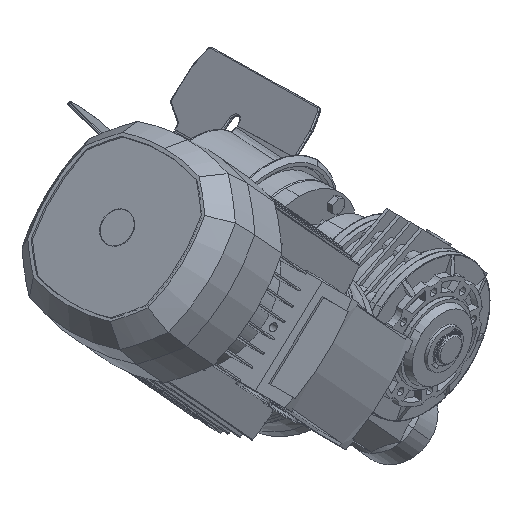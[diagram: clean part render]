
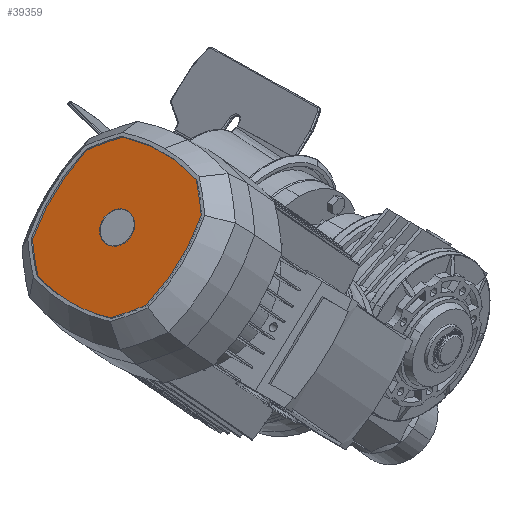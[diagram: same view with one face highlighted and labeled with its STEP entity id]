
A CAD part, isometric view. The second image highlights one B-rep face of the part: STEP entity #39359.
In plain terms, the highlighted planar face has unit normal (-0.673, 0, 0.739).
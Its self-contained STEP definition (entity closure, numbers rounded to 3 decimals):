
#17657 = CARTESIAN_POINT ( 'NONE',  ( -252.769, -65.94, 273.352 ) ) ;
#17658 = DIRECTION ( 'NONE',  ( -0.739, 0., -0.673 ) ) ;
#17659 = DIRECTION ( 'NONE',  ( -0.673, 0., 0.739 ) ) ;
#17660 = CARTESIAN_POINT ( 'NONE',  ( -388.074, -226.668, 150.132 ) ) ;
#17661 = AXIS2_PLACEMENT_3D ( 'NONE', #17660, #17659, #17658 ) ;
#17662 = CIRCLE ( 'NONE', #17661, 243.565 ) ;
#20419 = CARTESIAN_POINT ( 'NONE',  ( -344.946, -65.94, 189.408 ) ) ;
#20421 = DIRECTION ( 'NONE',  ( -0.739, 0., -0.673 ) ) ;
#20422 = DIRECTION ( 'NONE',  ( -0.673, 0., 0.739 ) ) ;
#20423 = CARTESIAN_POINT ( 'NONE',  ( -233.425, -106., 290.969 ) ) ;
#20424 = AXIS2_PLACEMENT_3D ( 'NONE', #20423, #20422, #20421 ) ;
#20425 = CIRCLE ( 'NONE', #20424, 156.065 ) ;
#20444 = DIRECTION ( 'NONE',  ( -0.739, 0., -0.673 ) ) ;
#20446 = DIRECTION ( 'NONE',  ( -0.673, 0., 0.739 ) ) ;
#20447 = CARTESIAN_POINT ( 'NONE',  ( -209.641, -226.668, 312.628 ) ) ;
#20449 = AXIS2_PLACEMENT_3D ( 'NONE', #20447, #20446, #20444 ) ;
#20451 = CIRCLE ( 'NONE', #20449, 243.565 ) ;
#20489 = CARTESIAN_POINT ( 'NONE',  ( -269.239, -43.664, 258.353 ) ) ;
#20519 = CARTESIAN_POINT ( 'NONE',  ( -328.476, -168.336, 204.407 ) ) ;
#20520 = DIRECTION ( 'NONE',  ( -0.739, 0., -0.673 ) ) ;
#20521 = DIRECTION ( 'NONE',  ( -0.673, 0., 0.739 ) ) ;
#20522 = CARTESIAN_POINT ( 'NONE',  ( -298.858, -194.5, 231.38 ) ) ;
#20523 = AXIS2_PLACEMENT_3D ( 'NONE', #20522, #20521, #20520 ) ;
#20524 = CIRCLE ( 'NONE', #20523, 156.065 ) ;
#20530 = CARTESIAN_POINT ( 'NONE',  ( -252.769, -146.06, 273.352 ) ) ;
#20565 = CIRCLE ( 'NONE', #20647, 243.565 ) ;
#20570 = DIRECTION ( 'NONE',  ( -0.739, 0., -0.673 ) ) ;
#20571 = DIRECTION ( 'NONE',  ( -0.673, 0., 0.739 ) ) ;
#20572 = CARTESIAN_POINT ( 'NONE',  ( -209.641, 14.668, 312.628 ) ) ;
#20573 = AXIS2_PLACEMENT_3D ( 'NONE', #20572, #20571, #20570 ) ;
#20574 = CIRCLE ( 'NONE', #20573, 243.565 ) ;
#20575 = DIRECTION ( 'NONE',  ( -0.739, 0., -0.673 ) ) ;
#20576 = DIRECTION ( 'NONE',  ( -0.673, 0., 0.739 ) ) ;
#20577 = CARTESIAN_POINT ( 'NONE',  ( -298.858, -17.5, 231.38 ) ) ;
#20578 = AXIS2_PLACEMENT_3D ( 'NONE', #20577, #20576, #20575 ) ;
#20583 = CIRCLE ( 'NONE', #20578, 156.065 ) ;
#20591 = CARTESIAN_POINT ( 'NONE',  ( -269.239, -168.336, 258.353 ) ) ;
#20608 = PLANE ( 'NONE',  #20696 ) ;
#20609 = FACE_BOUND ( 'NONE', #39368, .T. ) ;
#20614 = FACE_OUTER_BOUND ( 'NONE', #39364, .T. ) ;
#20644 = DIRECTION ( 'NONE',  ( -0.739, 0., -0.673 ) ) ;
#20645 = DIRECTION ( 'NONE',  ( -0.673, 0., 0.739 ) ) ;
#20646 = CARTESIAN_POINT ( 'NONE',  ( -388.074, 14.668, 150.132 ) ) ;
#20647 = AXIS2_PLACEMENT_3D ( 'NONE', #20646, #20645, #20644 ) ;
#20654 = DIRECTION ( 'NONE',  ( -0.739, 0., -0.673 ) ) ;
#20655 = DIRECTION ( 'NONE',  ( -0.673, 0., 0.739 ) ) ;
#20656 = CARTESIAN_POINT ( 'NONE',  ( -364.29, -106., 171.792 ) ) ;
#20657 = AXIS2_PLACEMENT_3D ( 'NONE', #20656, #20655, #20654 ) ;
#20658 = CIRCLE ( 'NONE', #20657, 156.065 ) ;
#20685 = DIRECTION ( 'NONE',  ( -0.739, 0., -0.673 ) ) ;
#20687 = DIRECTION ( 'NONE',  ( 0.673, 0., -0.739 ) ) ;
#20688 = CARTESIAN_POINT ( 'NONE',  ( -298.858, -106., 231.38 ) ) ;
#20689 = AXIS2_PLACEMENT_3D ( 'NONE', #20688, #20687, #20685 ) ;
#20690 = CIRCLE ( 'NONE', #20689, 15. ) ;
#20693 = DIRECTION ( 'NONE',  ( -0.739, 0., -0.673 ) ) ;
#20694 = DIRECTION ( 'NONE',  ( -0.673, 0., 0.739 ) ) ;
#20695 = CARTESIAN_POINT ( 'NONE',  ( -343.466, -210.584, 190.756 ) ) ;
#20696 = AXIS2_PLACEMENT_3D ( 'NONE', #20695, #20694, #20693 ) ;
#38245 = VERTEX_POINT ( 'NONE', #40647 ) ;
#38414 = VERTEX_POINT ( 'NONE', #41434 ) ;
#38458 = VERTEX_POINT ( 'NONE', #41498 ) ;
#38459 = EDGE_CURVE ( 'NONE', #38460, #38461, #41496, .T. ) ;
#38460 = VERTEX_POINT ( 'NONE', #41490 ) ;
#38461 = VERTEX_POINT ( 'NONE', #41489 ) ;
#38481 = EDGE_CURVE ( 'NONE', #38414, #38458, #41552, .T. ) ;
#38969 = EDGE_CURVE ( 'NONE', #38972, #39295, #17662, .T. ) ;
#38972 = VERTEX_POINT ( 'NONE', #17657 ) ;
#39270 = EDGE_CURVE ( 'NONE', #38245, #39281, #20451, .T. ) ;
#39278 = EDGE_CURVE ( 'NONE', #39281, #38460, #20425, .T. ) ;
#39281 = VERTEX_POINT ( 'NONE', #20419 ) ;
#39295 = VERTEX_POINT ( 'NONE', #20489 ) ;
#39313 = VERTEX_POINT ( 'NONE', #20530 ) ;
#39315 = EDGE_CURVE ( 'NONE', #39295, #38245, #20524, .T. ) ;
#39318 = VERTEX_POINT ( 'NONE', #20519 ) ;
#39324 = VERTEX_POINT ( 'NONE', #20591 ) ;
#39331 = EDGE_CURVE ( 'NONE', #39318, #39324, #20583, .T. ) ;
#39332 = EDGE_CURVE ( 'NONE', #38461, #39318, #20574, .T. ) ;
#39335 = EDGE_CURVE ( 'NONE', #39324, #39313, #20565, .T. ) ;
#39337 = ORIENTED_EDGE ( 'NONE', *, *, #38459, .T. ) ;
#39338 = ORIENTED_EDGE ( 'NONE', *, *, #39332, .T. ) ;
#39342 = ORIENTED_EDGE ( 'NONE', *, *, #38969, .T. ) ;
#39343 = ORIENTED_EDGE ( 'NONE', *, *, #39315, .T. ) ;
#39344 = ORIENTED_EDGE ( 'NONE', *, *, #39278, .T. ) ;
#39359 = ADVANCED_FACE ( 'NONE', ( #20614, #20609 ), #20608, .T. ) ;
#39360 = EDGE_CURVE ( 'NONE', #38458, #38414, #20690, .T. ) ;
#39361 = ORIENTED_EDGE ( 'NONE', *, *, #38481, .T. ) ;
#39362 = ORIENTED_EDGE ( 'NONE', *, *, #39335, .T. ) ;
#39364 = EDGE_LOOP ( 'NONE', ( #39362, #39379, #39342, #39343, #39378, #39344, #39337, #39338, #39367 ) ) ;
#39367 = ORIENTED_EDGE ( 'NONE', *, *, #39331, .T. ) ;
#39368 = EDGE_LOOP ( 'NONE', ( #39369, #39361 ) ) ;
#39369 = ORIENTED_EDGE ( 'NONE', *, *, #39360, .T. ) ;
#39377 = EDGE_CURVE ( 'NONE', #39313, #38972, #20658, .T. ) ;
#39378 = ORIENTED_EDGE ( 'NONE', *, *, #39270, .T. ) ;
#39379 = ORIENTED_EDGE ( 'NONE', *, *, #39377, .T. ) ;
#40647 = CARTESIAN_POINT ( 'NONE',  ( -328.476, -43.664, 204.407 ) ) ;
#41434 = CARTESIAN_POINT ( 'NONE',  ( -287.767, -106., 241.48 ) ) ;
#41489 = CARTESIAN_POINT ( 'NONE',  ( -344.946, -146.06, 189.408 ) ) ;
#41490 = CARTESIAN_POINT ( 'NONE',  ( -348.812, -106., 185.888 ) ) ;
#41491 = DIRECTION ( 'NONE',  ( -0.739, 0., -0.673 ) ) ;
#41492 = DIRECTION ( 'NONE',  ( -0.673, 0., 0.739 ) ) ;
#41493 = CARTESIAN_POINT ( 'NONE',  ( -233.425, -106., 290.969 ) ) ;
#41494 = AXIS2_PLACEMENT_3D ( 'NONE', #41493, #41492, #41491 ) ;
#41496 = CIRCLE ( 'NONE', #41494, 156.065 ) ;
#41498 = CARTESIAN_POINT ( 'NONE',  ( -309.948, -106., 221.28 ) ) ;
#41548 = DIRECTION ( 'NONE',  ( -0.739, 0., -0.673 ) ) ;
#41549 = DIRECTION ( 'NONE',  ( 0.673, 0., -0.739 ) ) ;
#41550 = CARTESIAN_POINT ( 'NONE',  ( -298.858, -106., 231.38 ) ) ;
#41551 = AXIS2_PLACEMENT_3D ( 'NONE', #41550, #41549, #41548 ) ;
#41552 = CIRCLE ( 'NONE', #41551, 15. ) ;
